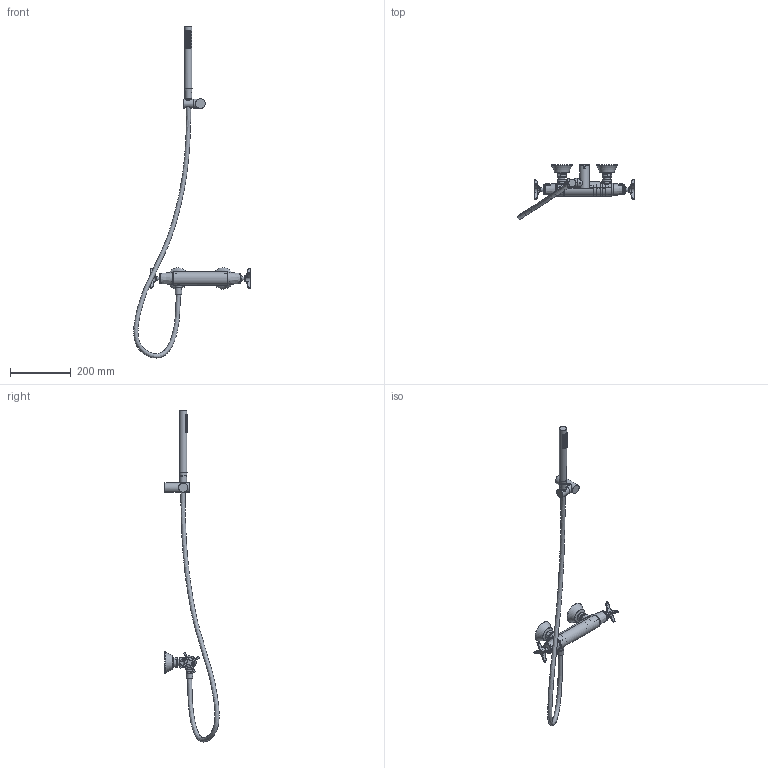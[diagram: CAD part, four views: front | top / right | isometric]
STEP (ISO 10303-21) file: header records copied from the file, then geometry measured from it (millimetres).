
FILE_DESCRIPTION (( 'STEP AP203' ), '1' );
FILE_NAME ('91DP06314.STEP', '2021-11-18T13:52:58', ( '' ), ( '' ), 'SwSTEP 2.0', 'SolidWorks 2021', '' );
FILE_SCHEMA (( 'CONFIG_CONTROL_DESIGN' ));
Length unit declared in the file: millimetre
Products named in the file (1): 91DP06314
Bounding box: 383.87 x 178.71 x 1094.25 mm (x, y, z)
Volume: 536715.6 mm3; surface area: 259230.8 mm2
Topology: 25 solids, 25 shells, 1241 faces, 2922 edges, 1874 vertices
Faces by surface type: plane 507, cylinder 344, cone 176, bspline 151, torus 43, sphere 20
Full cylindrical faces by diameter (mm): 1.971 x1, 2.5 x2, 3 x2, 3.1 x4, 3.3 x6, 4.15 x2, 4.4 x1, 4.5 x4, 4.8 x2, 5.5 x3, 5.8 x9, 6 x1, 6.2 x1, 8 x2, 8.2 x1, 8.571 x1, 9.8 x2, 10 x2, 10.5 x1, 12.471 x1, 12.5 x4, 12.6 x3, 12.8 x2, 13 x1, 13.4 x1, 14 x2, 15 x6, 16 x1, 16.2 x2, 17.371 x1
Entity records: 52208 total; most frequent: CARTESIAN_POINT 27749, ORIENTED_EDGE 4724, DIRECTION 4616, EDGE_CURVE 2362, AXIS2_PLACEMENT_3D 1865, EDGE_LOOP 1800, VERTEX_POINT 1672, FACE_OUTER_BOUND 1400
